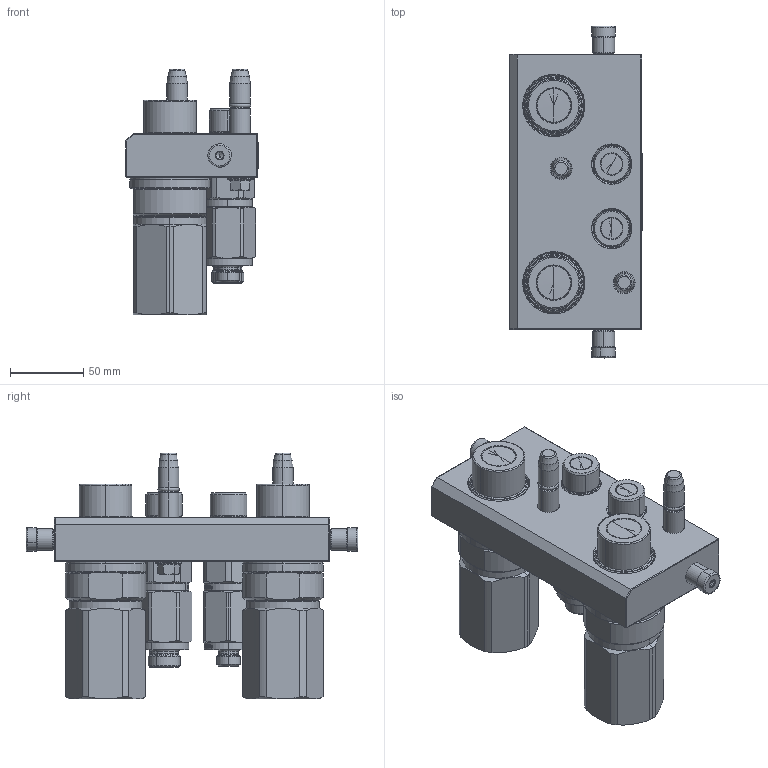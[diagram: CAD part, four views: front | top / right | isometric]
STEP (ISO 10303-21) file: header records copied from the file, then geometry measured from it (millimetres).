
FILE_DESCRIPTION (( 'STEP AP214' ), '1' );
FILE_NAME ('FASTER.step', '2025-01-15T11:23:12', ( '' ), ( '' ), 'SwSTEP 2.0', 'SolidWorks 2017', '' );
FILE_SCHEMA (( 'AUTOMOTIVE_DESIGN' ));
Length unit declared in the file: millimetre
Products named in the file (14): 3ffnp12-2_16m; 4830_028_1000_011.prt; 4830_021_0000_000.prt; 1540_080_0008_000.prt; 4860_010_0003_000.prt; FASTER; 3ffnp1_gas_m; 3ffnp12-2_22m; or2_62x9_19_m; et002; P4A_M_BASE; 4860_013_0000_000.prt
Assembly tree (19 placements, depth 3):
  FASTER
    P4A_M_BASE
      4860_010_0003_000.prt
      4830_021_0000_000.prt  x2
      or2_62x9_19_m  x2
      1540_080_0008_000.prt  x2
      4830_028_1000_011.prt  x2
      4860_013_0000_000.prt  x2
    3ffnp1_gas_m  x2
    3ffnp12-2_22m
      3ffnp12-2_22m
    3ffnp12-2_16m
      3ffnp12-2_16m
    et002
Bounding box: 90.3 x 226.6 x 167.9 mm (x, y, z)
Volume: 2873.9 mm3; surface area: 236021.4 mm2
Topology: 5 solids, 51 shells, 2131 faces, 5803 edges, 3738 vertices
Faces by surface type: plane 1014, cone 404, cylinder 398, torus 170, bspline 145
Entity records: 71467 total; most frequent: CARTESIAN_POINT 20569, ORIENTED_EDGE 8502, DIRECTION 7827, EDGE_CURVE 4594, VERTEX_POINT 2995, LINE 2655, VECTOR 2655, AXIS2_PLACEMENT_3D 2586
